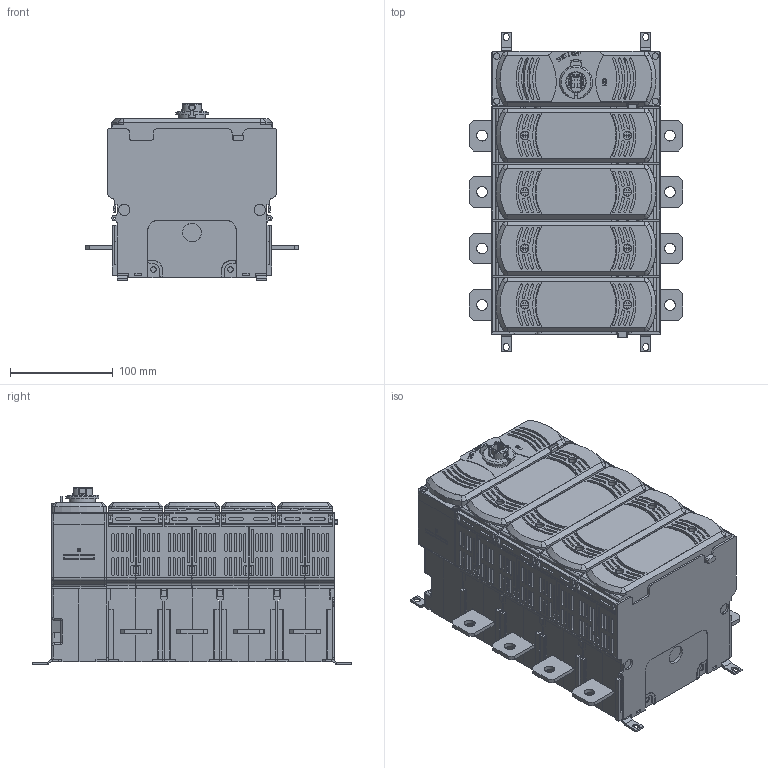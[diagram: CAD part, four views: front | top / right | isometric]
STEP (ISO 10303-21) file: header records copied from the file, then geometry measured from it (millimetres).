
FILE_DESCRIPTION(/* description */ (''),/* implementation_level */ '2;1');
FILE_NAME(/* name */ '3d_GEF0250NT4.stp',/* time_stamp */ '2024-10-03T11:42:59+02:00',/* author */ (''),/* organization */ (''),/* preprocessor_version */ 'ST-DEVELOPER v16.7',/* originating_system */ 'SIEMENS PLM Software NX 12.0',/* authorisation */ '');
FILE_SCHEMA (('AUTOMOTIVE_DESIGN { 1 0 10303 214 3 1 1 1 }'));
Products named in the file (1): RuggBAC09C49rnmo
Bounding box: 208 x 311.48 x 172.2 mm (x, y, z)
Surface area: 303812.6 mm2 (no closed solid volume)
Topology: 0 solids, 3 shells, 3708 faces, 12605 edges, 8702 vertices
Faces by surface type: plane 2051, cylinder 1486, cone 72, bspline 66, torus 33
Full cylindrical faces by diameter (mm): 1.5 x2, 2.2 x2, 2.25 x2, 3 x4, 3.4 x16, 4.1 x4, 5.1 x1, 5.4 x2, 6.2 x4, 8.4 x8, 10.5 x8, 11 x2, 18.2 x2, 20 x1, 26.2 x1
Entity records: 149803 total; most frequent: CARTESIAN_POINT 68105, ORIENTED_EDGE 21276, EDGE_CURVE 12468, B_SPLINE_CURVE_WITH_KNOTS 12468, VERTEX_POINT 8677, DIRECTION 7288, EDGE_LOOP 4202, ADVANCED_FACE 3708
